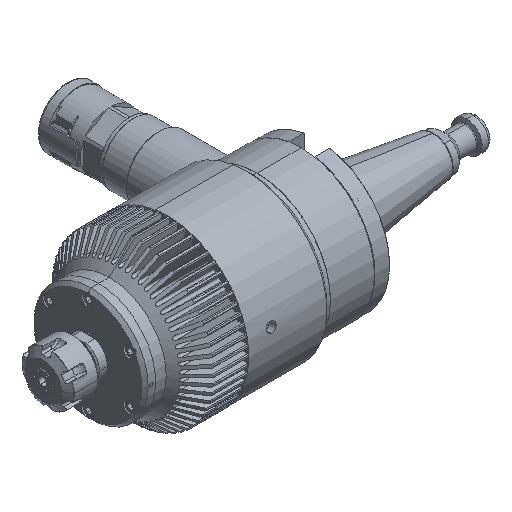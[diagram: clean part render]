
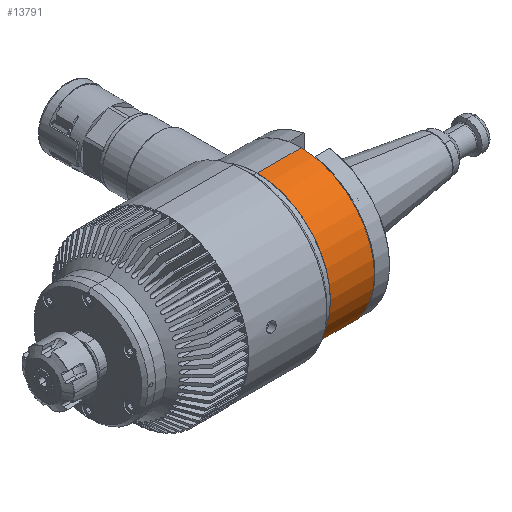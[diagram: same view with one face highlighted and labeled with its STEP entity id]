
A CAD part, isometric view. The second image highlights one B-rep face of the part: STEP entity #13791.
In plain terms, the highlighted cylindrical face has radius 45 mm (diameter 90 mm), a partial arc.
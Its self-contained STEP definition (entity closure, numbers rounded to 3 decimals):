
#873 = EDGE_LOOP ( 'NONE', ( #11958, #12035, #11932, #11982 ) ) ;
#2283 = FACE_OUTER_BOUND ( 'NONE', #873, .T. ) ;
#2287 = CYLINDRICAL_SURFACE ( 'NONE', #10757, 45. ) ;
#5433 = AXIS2_PLACEMENT_3D ( 'NONE', #14876, #14980, #14830 ) ;
#5873 = AXIS2_PLACEMENT_3D ( 'NONE', #31895, #31813, #31972 ) ;
#8174 = VERTEX_POINT ( 'NONE', #22749 ) ;
#8206 = VERTEX_POINT ( 'NONE', #22939 ) ;
#8472 = VERTEX_POINT ( 'NONE', #22697 ) ;
#10757 = AXIS2_PLACEMENT_3D ( 'NONE', #14203, #14202, #14209 ) ;
#11932 = ORIENTED_EDGE ( 'NONE', *, *, #29339, .T. ) ;
#11958 = ORIENTED_EDGE ( 'NONE', *, *, #29441, .F. ) ;
#11982 = ORIENTED_EDGE ( 'NONE', *, *, #28891, .F. ) ;
#12035 = ORIENTED_EDGE ( 'NONE', *, *, #29433, .T. ) ;
#13791 = ADVANCED_FACE ( 'NONE', ( #2283 ), #2287, .T. ) ;
#14202 = DIRECTION ( 'NONE',  ( -1., 0., 0. ) ) ;
#14203 = CARTESIAN_POINT ( 'NONE',  ( 115., 0., 0. ) ) ;
#14209 = DIRECTION ( 'NONE',  ( 0., 0., 1. ) ) ;
#14830 = DIRECTION ( 'NONE',  ( 0., 0., 1. ) ) ;
#14876 = CARTESIAN_POINT ( 'NONE',  ( 148.5, 0., 0. ) ) ;
#14980 = DIRECTION ( 'NONE',  ( -1., 0., 0. ) ) ;
#14997 = CARTESIAN_POINT ( 'NONE',  ( 115., 0., -45. ) ) ;
#15014 = DIRECTION ( 'NONE',  ( -1., 0., 0. ) ) ;
#16460 = DIRECTION ( 'NONE',  ( -1., 0., 0. ) ) ;
#16462 = CARTESIAN_POINT ( 'NONE',  ( 115., 0., 45. ) ) ;
#17099 = VERTEX_POINT ( 'NONE', #35701 ) ;
#22697 = CARTESIAN_POINT ( 'NONE',  ( 148.5, 0., -45. ) ) ;
#22749 = CARTESIAN_POINT ( 'NONE',  ( 148.5, 0., 45. ) ) ;
#22939 = CARTESIAN_POINT ( 'NONE',  ( 121.5, 0., 45. ) ) ;
#26674 = CIRCLE ( 'NONE', #5873, 45. ) ;
#28891 = EDGE_CURVE ( 'NONE', #17099, #8206, #26674, .T. ) ;
#29339 = EDGE_CURVE ( 'NONE', #8174, #8206, #34569, .T. ) ;
#29433 = EDGE_CURVE ( 'NONE', #8472, #8174, #34702, .T. ) ;
#29441 = EDGE_CURVE ( 'NONE', #8472, #17099, #34714, .T. ) ;
#31813 = DIRECTION ( 'NONE',  ( -1., 0., 0. ) ) ;
#31895 = CARTESIAN_POINT ( 'NONE',  ( 121.5, 0., 0. ) ) ;
#31972 = DIRECTION ( 'NONE',  ( 0., 0., 1. ) ) ;
#34569 = LINE ( 'NONE', #16462, #34571 ) ;
#34571 = VECTOR ( 'NONE', #16460, 1000. ) ;
#34702 = CIRCLE ( 'NONE', #5433, 45. ) ;
#34714 = LINE ( 'NONE', #14997, #34716 ) ;
#34716 = VECTOR ( 'NONE', #15014, 1000. ) ;
#35701 = CARTESIAN_POINT ( 'NONE',  ( 121.5, 0., -45. ) ) ;
